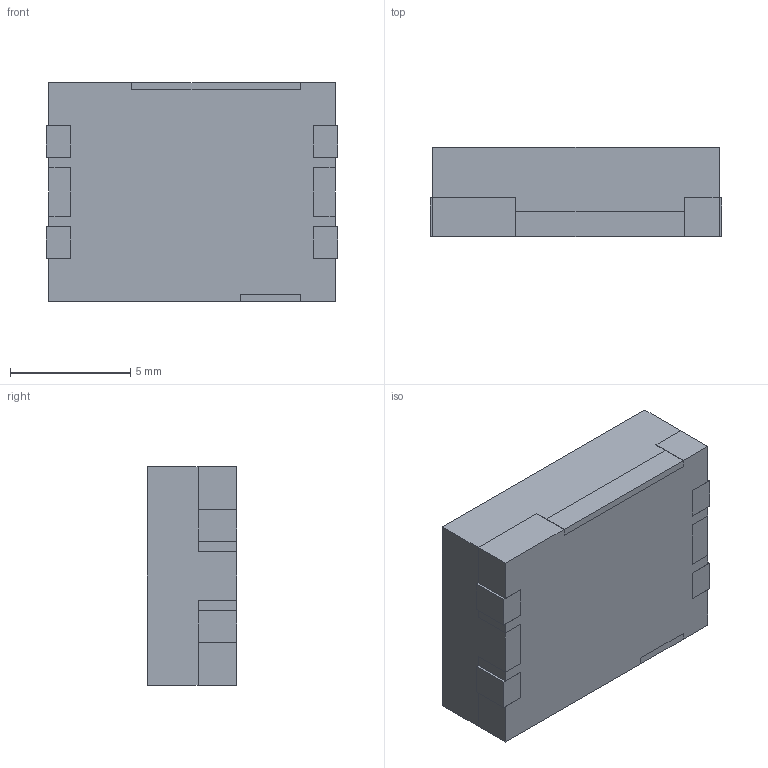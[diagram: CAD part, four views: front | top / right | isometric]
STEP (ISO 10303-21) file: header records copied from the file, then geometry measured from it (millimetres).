
FILE_DESCRIPTION(('FreeCAD Model'),'2;1');
FILE_NAME('BNX028-01L.STEP','2020-08-01T23:34:44',('Author'),(''), 'Open CASCADE STEP processor 7.3','FreeCAD','Unknown');
FILE_SCHEMA(('AUTOMOTIVE_DESIGN { 1 0 10303 214 1 1 1 1 }'));
Length unit declared in the file: millimetre
Products named in the file (1): 1
Bounding box: 12.1 x 3.7 x 9.1 mm (x, y, z)
Volume: 399.7 mm3; surface area: 685.9 mm2
Topology: 8 solids, 8 shells, 119 faces, 882 edges, 2548 vertices
Faces by surface type: plane 117, cylinder 2
Entity records: 13996 total; most frequent: CARTESIAN_POINT 4138, DIRECTION 1722, LINE 1454, VECTOR 1454, GEOMETRIC_CURVE_SET 589, ORIENTED_EDGE 588, PCURVE 588, DEFINITIONAL_REPRESENTATION 588
